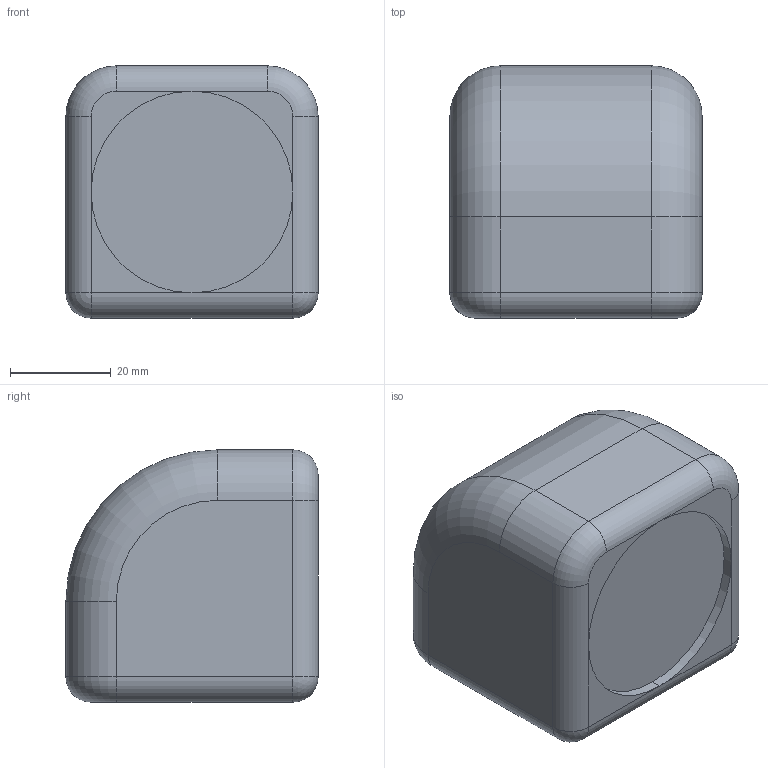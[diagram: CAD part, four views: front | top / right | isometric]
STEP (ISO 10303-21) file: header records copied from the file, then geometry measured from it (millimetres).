
FILE_DESCRIPTION (( 'STEP AP203' ), '1' );
FILE_NAME ('conector1_Default_sldprt.STEP', '2019-07-08T06:38:09', ( '' ), ( '' ), 'SwSTEP 2.0', 'SolidWorks 2018', '' );
FILE_SCHEMA (( 'CONFIG_CONTROL_DESIGN' ));
Length unit declared in the file: centimetre
Products named in the file (1): conector1_Default_sldprt
Bounding box: 50 x 50 x 50 mm (x, y, z)
Volume: 101251.5 mm3; surface area: 13261.1 mm2
Topology: 1 solids, 1 shells, 38 faces, 80 edges, 42 vertices
Faces by surface type: cylinder 16, plane 14, torus 6, sphere 2
Entity records: 1061 total; most frequent: DIRECTION 198, CARTESIAN_POINT 159, ORIENTED_EDGE 156, AXIS2_PLACEMENT_3D 81, EDGE_CURVE 78, VERTEX_POINT 42, CIRCLE 42, ADVANCED_FACE 38
